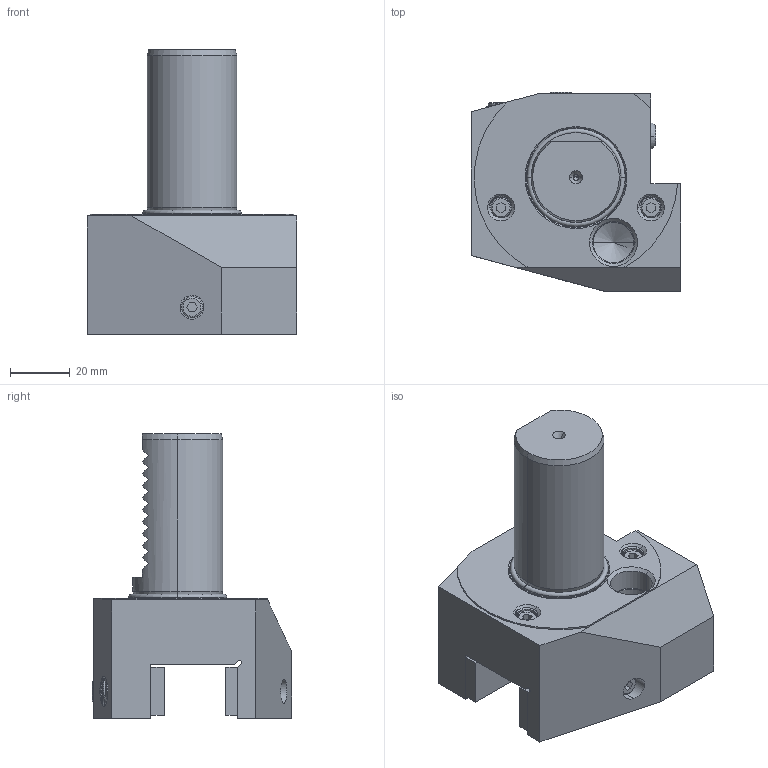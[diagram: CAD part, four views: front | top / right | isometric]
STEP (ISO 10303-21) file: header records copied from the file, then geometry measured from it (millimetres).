
FILE_DESCRIPTION (( 'STEP AP203' ), '1' );
FILE_NAME ('309.32.20.STEP', '2016-11-28T09:15:45', ( '' ), ( '' ), 'SwSTEP 2.0', 'SolidWorks 2012', '' );
FILE_SCHEMA (( 'CONFIG_CONTROL_DESIGN' ));
Length unit declared in the file: millimetre
Products named in the file (13): 309.32.20; 皿頭_M4xP0.7x8L; 管螺文螺絲; O型環; M8尖頭螺絲; M4x20; M10平頭螺絲; 2-44100006N4出水銅嘴; 69x16x4; M4x12; 16x5.8; VDI30  B2; 60x16x4.5
Assembly tree (14 placements, depth 2):
  309.32.20
    VDI30  B2
    60x16x4.5
    2-44100006N4出水銅嘴
    69x16x4
    16x5.8
    M4x12
    M4x20
    M8尖頭螺絲  x2
    M10平頭螺絲  x2
    O型環
    皿頭_M4xP0.7x8L
    管螺文螺絲
Bounding box: 70 x 66.5 x 95 mm (x, y, z)
Volume: 161034.3 mm3; surface area: 41288.3 mm2
Topology: 25 solids, 25 shells, 772 faces, 2056 edges, 1337 vertices
Faces by surface type: cylinder 414, plane 142, cone 130, bspline 66, torus 18, sphere 2
Entity records: 71301 total; most frequent: CARTESIAN_POINT 55109, ORIENTED_EDGE 3678, DIRECTION 2447, EDGE_CURVE 1839, VERTEX_POINT 1200, AXIS2_PLACEMENT_3D 881, EDGE_LOOP 731, FACE_OUTER_BOUND 696
